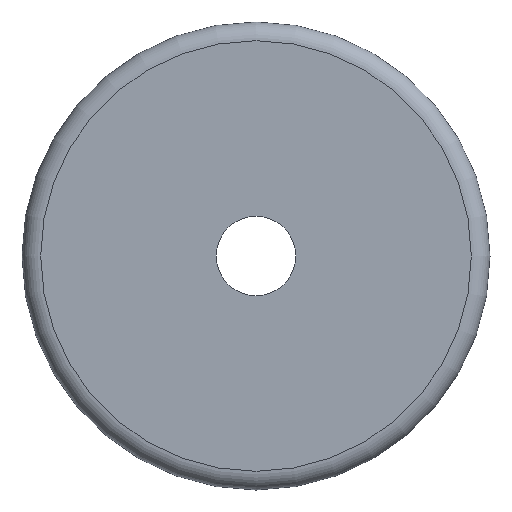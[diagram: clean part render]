
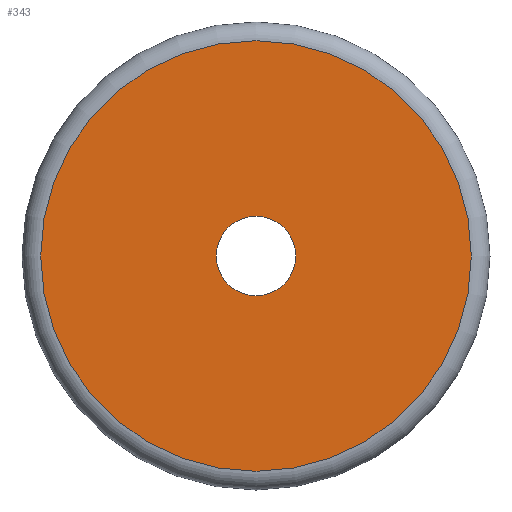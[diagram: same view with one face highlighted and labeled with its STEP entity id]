
A CAD part, front view. The second image highlights one B-rep face of the part: STEP entity #343.
In plain terms, the highlighted planar face has unit normal (0, -1, 0).
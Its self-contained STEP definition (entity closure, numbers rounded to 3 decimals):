
#41=FACE_BOUND('',#101,.T.);
#48=PLANE('',#470);
#81=FACE_OUTER_BOUND('',#100,.T.);
#100=EDGE_LOOP('',(#281,#282));
#101=EDGE_LOOP('',(#283,#284));
#118=CIRCLE('',#447,23.);
#119=CIRCLE('',#448,23.);
#133=CIRCLE('',#468,4.25);
#134=CIRCLE('',#469,4.25);
#158=VERTEX_POINT('',#648);
#159=VERTEX_POINT('',#650);
#171=VERTEX_POINT('',#685);
#172=VERTEX_POINT('',#687);
#195=EDGE_CURVE('',#158,#159,#118,.T.);
#196=EDGE_CURVE('',#159,#158,#119,.T.);
#213=EDGE_CURVE('',#172,#171,#133,.T.);
#214=EDGE_CURVE('',#171,#172,#134,.T.);
#281=ORIENTED_EDGE('',*,*,#196,.F.);
#282=ORIENTED_EDGE('',*,*,#195,.F.);
#283=ORIENTED_EDGE('',*,*,#213,.T.);
#284=ORIENTED_EDGE('',*,*,#214,.T.);
#343=ADVANCED_FACE('',(#81,#41),#48,.T.);
#447=AXIS2_PLACEMENT_3D('',#651,#517,#518);
#448=AXIS2_PLACEMENT_3D('',#652,#519,#520);
#468=AXIS2_PLACEMENT_3D('',#688,#562,#563);
#469=AXIS2_PLACEMENT_3D('',#689,#564,#565);
#470=AXIS2_PLACEMENT_3D('',#690,#566,#567);
#517=DIRECTION('center_axis',(0.,1.,0.));
#518=DIRECTION('ref_axis',(1.,0.,0.));
#519=DIRECTION('center_axis',(0.,1.,0.));
#520=DIRECTION('ref_axis',(1.,0.,0.));
#562=DIRECTION('center_axis',(0.,1.,0.));
#563=DIRECTION('ref_axis',(1.,0.,0.));
#564=DIRECTION('center_axis',(0.,1.,0.));
#565=DIRECTION('ref_axis',(1.,0.,0.));
#566=DIRECTION('center_axis',(0.,-1.,0.));
#567=DIRECTION('ref_axis',(0.,0.,-1.));
#648=CARTESIAN_POINT('',(0.,0.,-23.));
#650=CARTESIAN_POINT('',(-23.,0.,0.));
#651=CARTESIAN_POINT('Origin',(0.,0.,0.));
#652=CARTESIAN_POINT('Origin',(0.,0.,0.));
#685=CARTESIAN_POINT('',(4.25,0.,0.));
#687=CARTESIAN_POINT('',(-4.25,0.,0.));
#688=CARTESIAN_POINT('Origin',(0.,0.,0.));
#689=CARTESIAN_POINT('Origin',(0.,0.,0.));
#690=CARTESIAN_POINT('Origin',(-23.,0.,0.));
